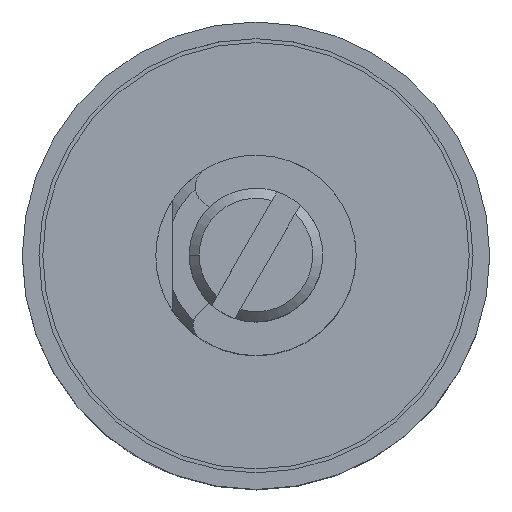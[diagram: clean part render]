
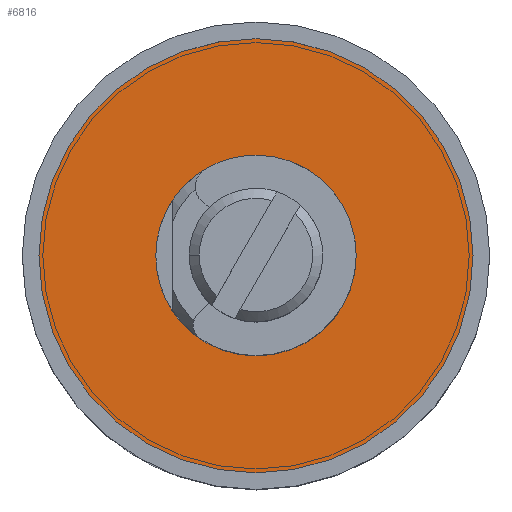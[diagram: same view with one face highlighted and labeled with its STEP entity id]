
A CAD part, top view. The second image highlights one B-rep face of the part: STEP entity #6816.
In plain terms, the highlighted planar face has unit normal (0, 0, 1).
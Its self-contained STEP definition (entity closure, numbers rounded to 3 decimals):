
#15 = DIRECTION ( 'NONE',  ( -1., 0., 0. ) ) ;
#150 = CARTESIAN_POINT ( 'NONE',  ( 6.5, 0., 0.5 ) ) ;
#379 = VERTEX_POINT ( 'NONE', #10088 ) ;
#682 = EDGE_CURVE ( 'NONE', #6952, #7535, #2689, .T. ) ;
#901 = DIRECTION ( 'NONE',  ( 0., 0., 1. ) ) ;
#1081 = CIRCLE ( 'NONE', #6404, 6.5 ) ;
#1605 = AXIS2_PLACEMENT_3D ( 'NONE', #2154, #7673, #4532 ) ;
#1643 = FACE_BOUND ( 'NONE', #4627, .T. ) ;
#1816 = CARTESIAN_POINT ( 'NONE',  ( 0., 0., 0.5 ) ) ;
#1868 = EDGE_CURVE ( 'NONE', #7535, #6952, #1081, .T. ) ;
#2154 = CARTESIAN_POINT ( 'NONE',  ( 3., 0., 0.5 ) ) ;
#2322 = EDGE_CURVE ( 'NONE', #6576, #379, #2685, .T. ) ;
#2430 = DIRECTION ( 'NONE',  ( 0., 0., -1. ) ) ;
#2545 = DIRECTION ( 'NONE',  ( 0., 0., 1. ) ) ;
#2609 = ORIENTED_EDGE ( 'NONE', *, *, #7480, .T. ) ;
#2685 = CIRCLE ( 'NONE', #4812, 3. ) ;
#2689 = CIRCLE ( 'NONE', #8840, 6.5 ) ;
#3099 = CARTESIAN_POINT ( 'NONE',  ( -6.5, 0., 0.5 ) ) ;
#3300 = DIRECTION ( 'NONE',  ( 1., 0., 0. ) ) ;
#3316 = ORIENTED_EDGE ( 'NONE', *, *, #682, .T. ) ;
#3421 = DIRECTION ( 'NONE',  ( 1., 0., 0. ) ) ;
#3695 = EDGE_LOOP ( 'NONE', ( #6608, #3316 ) ) ;
#3794 = ORIENTED_EDGE ( 'NONE', *, *, #2322, .T. ) ;
#4048 = CARTESIAN_POINT ( 'NONE',  ( 0., 0., 0.5 ) ) ;
#4340 = FACE_OUTER_BOUND ( 'NONE', #3695, .T. ) ;
#4532 = DIRECTION ( 'NONE',  ( 1., 0., 0. ) ) ;
#4627 = EDGE_LOOP ( 'NONE', ( #3794, #2609 ) ) ;
#4812 = AXIS2_PLACEMENT_3D ( 'NONE', #5560, #2430, #5592 ) ;
#4955 = CIRCLE ( 'NONE', #6968, 3. ) ;
#5560 = CARTESIAN_POINT ( 'NONE',  ( 0., 0., 0.5 ) ) ;
#5592 = DIRECTION ( 'NONE',  ( -1., 0., 0. ) ) ;
#6404 = AXIS2_PLACEMENT_3D ( 'NONE', #1816, #2545, #3421 ) ;
#6576 = VERTEX_POINT ( 'NONE', #9744 ) ;
#6608 = ORIENTED_EDGE ( 'NONE', *, *, #1868, .T. ) ;
#6816 = ADVANCED_FACE ( 'NONE', ( #1643, #4340 ), #6950, .T. ) ;
#6950 = PLANE ( 'NONE',  #1605 ) ;
#6952 = VERTEX_POINT ( 'NONE', #3099 ) ;
#6968 = AXIS2_PLACEMENT_3D ( 'NONE', #7080, #7890, #15 ) ;
#7080 = CARTESIAN_POINT ( 'NONE',  ( 0., 0., 0.5 ) ) ;
#7480 = EDGE_CURVE ( 'NONE', #379, #6576, #4955, .T. ) ;
#7535 = VERTEX_POINT ( 'NONE', #150 ) ;
#7673 = DIRECTION ( 'NONE',  ( 0., 0., 1. ) ) ;
#7890 = DIRECTION ( 'NONE',  ( 0., 0., -1. ) ) ;
#8840 = AXIS2_PLACEMENT_3D ( 'NONE', #4048, #901, #3300 ) ;
#9744 = CARTESIAN_POINT ( 'NONE',  ( -3., 0., 0.5 ) ) ;
#10088 = CARTESIAN_POINT ( 'NONE',  ( 3., 0., 0.5 ) ) ;
